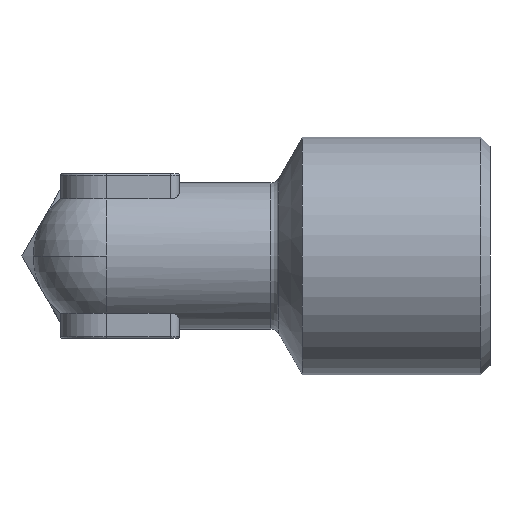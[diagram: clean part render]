
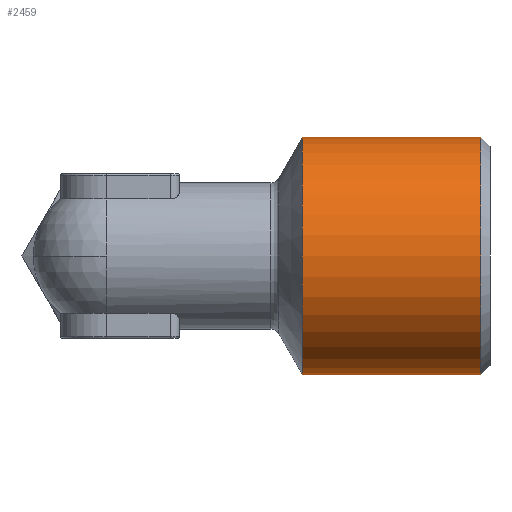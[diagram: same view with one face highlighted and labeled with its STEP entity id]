
A CAD part, left-side view. The second image highlights one B-rep face of the part: STEP entity #2459.
In plain terms, the highlighted cylindrical face has radius 6.5 mm (diameter 13 mm), a partial arc.
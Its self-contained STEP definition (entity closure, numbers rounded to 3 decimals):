
#597 = CARTESIAN_POINT ( 'NONE',  ( 0., -20.5, 0. ) ) ;
#598 = DIRECTION ( 'NONE',  ( 0., 1., 0. ) ) ;
#599 = DIRECTION ( 'NONE',  ( 0., 0., 1. ) ) ;
#600 = CARTESIAN_POINT ( 'NONE',  ( 0., -10.732, 0. ) ) ;
#601 = DIRECTION ( 'NONE',  ( 0., -1., 0. ) ) ;
#602 = DIRECTION ( 'NONE',  ( 0., 0., -1. ) ) ;
#665 = VERTEX_POINT ( 'NONE', #1753 ) ;
#666 = VERTEX_POINT ( 'NONE', #1746 ) ;
#667 = VERTEX_POINT ( 'NONE', #1742 ) ;
#668 = VERTEX_POINT ( 'NONE', #1741 ) ;
#768 = EDGE_LOOP ( 'NONE', ( #3185, #3186, #3184, #3188 ) ) ;
#1158 = CARTESIAN_POINT ( 'NONE',  ( 0., 1.942, 0. ) ) ;
#1159 = DIRECTION ( 'NONE',  ( 0., 1., 0. ) ) ;
#1160 = DIRECTION ( 'NONE',  ( 0., 0., 1. ) ) ;
#1186 = CARTESIAN_POINT ( 'NONE',  ( 0., 1.942, -6.5 ) ) ;
#1187 = DIRECTION ( 'NONE',  ( 0., 1., 0. ) ) ;
#1191 = CARTESIAN_POINT ( 'NONE',  ( 0., 1.942, 6.5 ) ) ;
#1192 = DIRECTION ( 'NONE',  ( 0., 1., 0. ) ) ;
#1278 = FACE_OUTER_BOUND ( 'NONE', #768, .T. ) ;
#1279 = CYLINDRICAL_SURFACE ( 'NONE', #2252, 6.5 ) ;
#1286 = LINE ( 'NONE', #1186, #2228 ) ;
#1287 = LINE ( 'NONE', #1191, #2225 ) ;
#1741 = CARTESIAN_POINT ( 'NONE',  ( 0., -20.5, -6.5 ) ) ;
#1742 = CARTESIAN_POINT ( 'NONE',  ( 0., -20.5, 6.5 ) ) ;
#1746 = CARTESIAN_POINT ( 'NONE',  ( 0., -10.732, -6.5 ) ) ;
#1753 = CARTESIAN_POINT ( 'NONE',  ( 0., -10.732, 6.5 ) ) ;
#2144 = AXIS2_PLACEMENT_3D ( 'NONE', #600, #601, #602 ) ;
#2146 = AXIS2_PLACEMENT_3D ( 'NONE', #597, #598, #599 ) ;
#2152 = CIRCLE ( 'NONE', #2144, 6.5 ) ;
#2155 = CIRCLE ( 'NONE', #2146, 6.5 ) ;
#2225 = VECTOR ( 'NONE', #1192, 1000. ) ;
#2228 = VECTOR ( 'NONE', #1187, 1000. ) ;
#2252 = AXIS2_PLACEMENT_3D ( 'NONE', #1158, #1159, #1160 ) ;
#2459 = ADVANCED_FACE ( 'NONE', ( #1278 ), #1279, .T. ) ;
#2470 = EDGE_CURVE ( 'NONE', #668, #666, #1286, .T. ) ;
#2472 = EDGE_CURVE ( 'NONE', #667, #665, #1287, .T. ) ;
#2536 = EDGE_CURVE ( 'NONE', #668, #667, #2155, .T. ) ;
#2537 = EDGE_CURVE ( 'NONE', #665, #666, #2152, .T. ) ;
#3184 = ORIENTED_EDGE ( 'NONE', *, *, #2472, .T. ) ;
#3185 = ORIENTED_EDGE ( 'NONE', *, *, #2470, .F. ) ;
#3186 = ORIENTED_EDGE ( 'NONE', *, *, #2536, .T. ) ;
#3188 = ORIENTED_EDGE ( 'NONE', *, *, #2537, .T. ) ;
